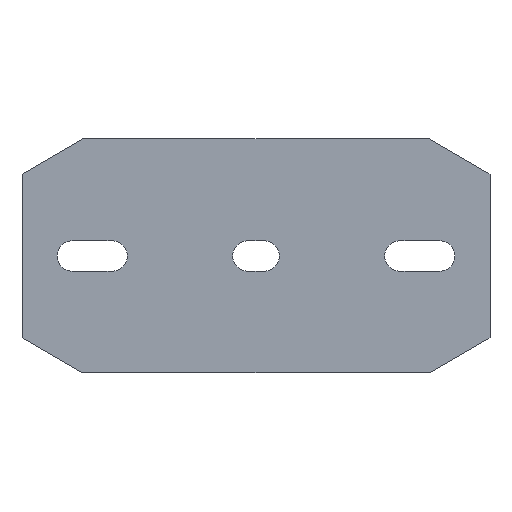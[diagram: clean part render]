
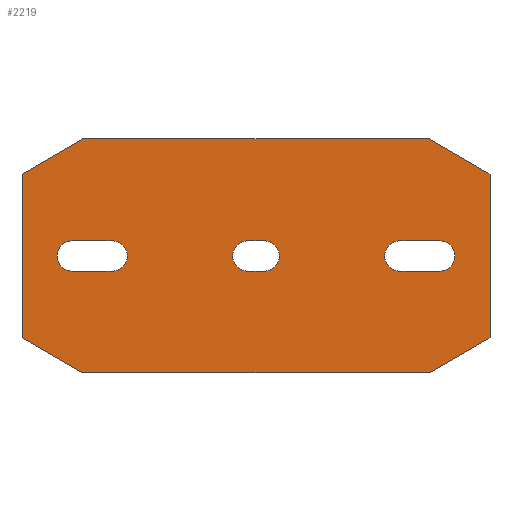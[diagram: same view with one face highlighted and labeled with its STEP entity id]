
A CAD part, front view. The second image highlights one B-rep face of the part: STEP entity #2219.
In plain terms, the highlighted planar face has unit normal (0, -1, 0).
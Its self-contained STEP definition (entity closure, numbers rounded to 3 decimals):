
#2=DIRECTION('',(-0.866,0.,0.5));
#3=VECTOR('',#2,30.);
#4=CARTESIAN_POINT('',(-74.019,0.,-50.));
#5=LINE('',#4,#3);
#6=DIRECTION('',(0.,0.,1.));
#7=VECTOR('',#6,70.);
#8=CARTESIAN_POINT('',(-100.,0.,-35.));
#9=LINE('',#8,#7);
#10=DIRECTION('',(0.866,0.,0.5));
#11=VECTOR('',#10,30.);
#12=CARTESIAN_POINT('',(-100.,0.,35.));
#13=LINE('',#12,#11);
#14=DIRECTION('',(1.,0.,0.));
#15=VECTOR('',#14,148.038);
#16=CARTESIAN_POINT('',(-74.019,0.,50.));
#17=LINE('',#16,#15);
#18=DIRECTION('',(0.866,0.,-0.5));
#19=VECTOR('',#18,30.);
#20=CARTESIAN_POINT('',(74.019,0.,50.));
#21=LINE('',#20,#19);
#22=DIRECTION('',(0.,0.,-1.));
#23=VECTOR('',#22,70.);
#24=CARTESIAN_POINT('',(100.,0.,35.));
#25=LINE('',#24,#23);
#26=DIRECTION('',(-0.866,0.,-0.5));
#27=VECTOR('',#26,30.);
#28=CARTESIAN_POINT('',(100.,0.,-35.));
#29=LINE('',#28,#27);
#30=DIRECTION('',(-1.,0.,0.));
#31=VECTOR('',#30,148.038);
#32=CARTESIAN_POINT('',(74.019,0.,-50.));
#33=LINE('',#32,#31);
#34=CARTESIAN_POINT('',(-78.5,0.,0.));
#35=DIRECTION('',(0.,1.,0.));
#36=DIRECTION('',(0.,0.,-1.));
#37=AXIS2_PLACEMENT_3D('',#34,#35,#36);
#39=DIRECTION('',(-1.,0.,0.));
#40=VECTOR('',#39,17.);
#41=CARTESIAN_POINT('',(-61.5,0.,-6.5));
#42=LINE('',#41,#40);
#43=CARTESIAN_POINT('',(-61.5,0.,0.));
#44=DIRECTION('',(0.,1.,0.));
#45=DIRECTION('',(0.,0.,1.));
#46=AXIS2_PLACEMENT_3D('',#43,#44,#45);
#48=DIRECTION('',(1.,0.,0.));
#49=VECTOR('',#48,17.);
#50=CARTESIAN_POINT('',(-78.5,0.,6.5));
#51=LINE('',#50,#49);
#52=CARTESIAN_POINT('',(78.5,0.,0.));
#53=DIRECTION('',(0.,-1.,0.));
#54=DIRECTION('',(0.,0.,-1.));
#55=AXIS2_PLACEMENT_3D('',#52,#53,#54);
#57=DIRECTION('',(-1.,0.,0.));
#58=VECTOR('',#57,17.);
#59=CARTESIAN_POINT('',(78.5,0.,6.5));
#60=LINE('',#59,#58);
#61=CARTESIAN_POINT('',(61.5,0.,0.));
#62=DIRECTION('',(0.,-1.,0.));
#63=DIRECTION('',(0.,0.,1.));
#64=AXIS2_PLACEMENT_3D('',#61,#62,#63);
#66=DIRECTION('',(1.,0.,0.));
#67=VECTOR('',#66,17.);
#68=CARTESIAN_POINT('',(61.5,0.,-6.5));
#69=LINE('',#68,#67);
#70=CARTESIAN_POINT('',(-3.5,0.,0.));
#71=DIRECTION('',(0.,1.,0.));
#72=DIRECTION('',(0.,0.,-1.));
#73=AXIS2_PLACEMENT_3D('',#70,#71,#72);
#75=DIRECTION('',(-1.,0.,0.));
#76=VECTOR('',#75,7.);
#77=CARTESIAN_POINT('',(3.5,0.,-6.5));
#78=LINE('',#77,#76);
#79=CARTESIAN_POINT('',(3.5,0.,0.));
#80=DIRECTION('',(0.,1.,0.));
#81=DIRECTION('',(0.,0.,1.));
#82=AXIS2_PLACEMENT_3D('',#79,#80,#81);
#84=DIRECTION('',(1.,0.,0.));
#85=VECTOR('',#84,7.);
#86=CARTESIAN_POINT('',(-3.5,0.,6.5));
#87=LINE('',#86,#85);
#1654=CARTESIAN_POINT('',(-74.019,0.,-50.));
#1655=CARTESIAN_POINT('',(-100.,0.,-35.));
#1656=VERTEX_POINT('',#1654);
#1657=VERTEX_POINT('',#1655);
#1658=CARTESIAN_POINT('',(-100.,0.,35.));
#1659=VERTEX_POINT('',#1658);
#1660=CARTESIAN_POINT('',(-74.019,0.,50.));
#1661=VERTEX_POINT('',#1660);
#1662=CARTESIAN_POINT('',(74.019,0.,50.));
#1663=VERTEX_POINT('',#1662);
#1664=CARTESIAN_POINT('',(100.,0.,35.));
#1665=VERTEX_POINT('',#1664);
#1666=CARTESIAN_POINT('',(100.,0.,-35.));
#1667=VERTEX_POINT('',#1666);
#1668=CARTESIAN_POINT('',(74.019,0.,-50.));
#1669=VERTEX_POINT('',#1668);
#1686=CARTESIAN_POINT('',(-78.5,0.,-6.5));
#1687=CARTESIAN_POINT('',(-78.5,0.,6.5));
#1688=VERTEX_POINT('',#1686);
#1689=VERTEX_POINT('',#1687);
#1690=CARTESIAN_POINT('',(-61.5,0.,6.5));
#1691=VERTEX_POINT('',#1690);
#1692=CARTESIAN_POINT('',(-61.5,0.,-6.5));
#1693=VERTEX_POINT('',#1692);
#1702=CARTESIAN_POINT('',(78.5,0.,-6.5));
#1703=CARTESIAN_POINT('',(78.5,0.,6.5));
#1704=VERTEX_POINT('',#1702);
#1705=VERTEX_POINT('',#1703);
#1706=CARTESIAN_POINT('',(61.5,0.,6.5));
#1707=VERTEX_POINT('',#1706);
#1708=CARTESIAN_POINT('',(61.5,0.,-6.5));
#1709=VERTEX_POINT('',#1708);
#1718=CARTESIAN_POINT('',(-3.5,0.,-6.5));
#1719=CARTESIAN_POINT('',(-3.5,0.,6.5));
#1720=VERTEX_POINT('',#1718);
#1721=VERTEX_POINT('',#1719);
#1722=CARTESIAN_POINT('',(3.5,0.,6.5));
#1723=VERTEX_POINT('',#1722);
#1724=CARTESIAN_POINT('',(3.5,0.,-6.5));
#1725=VERTEX_POINT('',#1724);
#2166=CARTESIAN_POINT('',(0.,0.,0.));
#2167=DIRECTION('',(0.,1.,0.));
#2168=DIRECTION('',(1.,0.,0.));
#2169=AXIS2_PLACEMENT_3D('',#2166,#2167,#2168);
#2170=PLANE('',#2169);
#2172=ORIENTED_EDGE('',*,*,#2171,.T.);
#2174=ORIENTED_EDGE('',*,*,#2173,.T.);
#2176=ORIENTED_EDGE('',*,*,#2175,.T.);
#2178=ORIENTED_EDGE('',*,*,#2177,.T.);
#2180=ORIENTED_EDGE('',*,*,#2179,.T.);
#2182=ORIENTED_EDGE('',*,*,#2181,.T.);
#2184=ORIENTED_EDGE('',*,*,#2183,.T.);
#2186=ORIENTED_EDGE('',*,*,#2185,.T.);
#2187=EDGE_LOOP('',(#2172,#2174,#2176,#2178,#2180,#2182,#2184,#2186));
#2188=FACE_OUTER_BOUND('',#2187,.F.);
#2190=ORIENTED_EDGE('',*,*,#2189,.F.);
#2192=ORIENTED_EDGE('',*,*,#2191,.F.);
#2194=ORIENTED_EDGE('',*,*,#2193,.F.);
#2196=ORIENTED_EDGE('',*,*,#2195,.F.);
#2197=EDGE_LOOP('',(#2190,#2192,#2194,#2196));
#2198=FACE_BOUND('',#2197,.F.);
#2200=ORIENTED_EDGE('',*,*,#2199,.T.);
#2202=ORIENTED_EDGE('',*,*,#2201,.T.);
#2204=ORIENTED_EDGE('',*,*,#2203,.T.);
#2206=ORIENTED_EDGE('',*,*,#2205,.T.);
#2207=EDGE_LOOP('',(#2200,#2202,#2204,#2206));
#2208=FACE_BOUND('',#2207,.F.);
#2210=ORIENTED_EDGE('',*,*,#2209,.F.);
#2212=ORIENTED_EDGE('',*,*,#2211,.F.);
#2214=ORIENTED_EDGE('',*,*,#2213,.F.);
#2216=ORIENTED_EDGE('',*,*,#2215,.F.);
#2217=EDGE_LOOP('',(#2210,#2212,#2214,#2216));
#2218=FACE_BOUND('',#2217,.F.);
#2219=ADVANCED_FACE('',(#2188,#2198,#2208,#2218),#2170,.F.);
#38=CIRCLE('',#37,6.5);
#47=CIRCLE('',#46,6.5);
#56=CIRCLE('',#55,6.5);
#65=CIRCLE('',#64,6.5);
#74=CIRCLE('',#73,6.5);
#83=CIRCLE('',#82,6.5);
#2171=EDGE_CURVE('',#1656,#1657,#5,.T.);
#2173=EDGE_CURVE('',#1657,#1659,#9,.T.);
#2175=EDGE_CURVE('',#1659,#1661,#13,.T.);
#2177=EDGE_CURVE('',#1661,#1663,#17,.T.);
#2179=EDGE_CURVE('',#1663,#1665,#21,.T.);
#2181=EDGE_CURVE('',#1665,#1667,#25,.T.);
#2183=EDGE_CURVE('',#1667,#1669,#29,.T.);
#2185=EDGE_CURVE('',#1669,#1656,#33,.T.);
#2189=EDGE_CURVE('',#1688,#1689,#38,.T.);
#2191=EDGE_CURVE('',#1693,#1688,#42,.T.);
#2193=EDGE_CURVE('',#1691,#1693,#47,.T.);
#2195=EDGE_CURVE('',#1689,#1691,#51,.T.);
#2199=EDGE_CURVE('',#1704,#1705,#56,.T.);
#2201=EDGE_CURVE('',#1705,#1707,#60,.T.);
#2203=EDGE_CURVE('',#1707,#1709,#65,.T.);
#2205=EDGE_CURVE('',#1709,#1704,#69,.T.);
#2209=EDGE_CURVE('',#1720,#1721,#74,.T.);
#2211=EDGE_CURVE('',#1725,#1720,#78,.T.);
#2213=EDGE_CURVE('',#1723,#1725,#83,.T.);
#2215=EDGE_CURVE('',#1721,#1723,#87,.T.);
